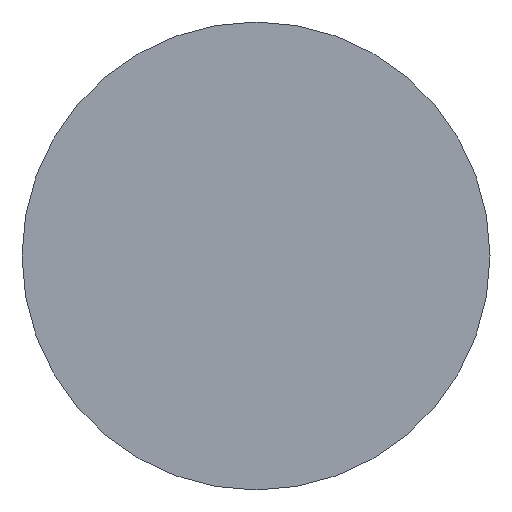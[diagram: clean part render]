
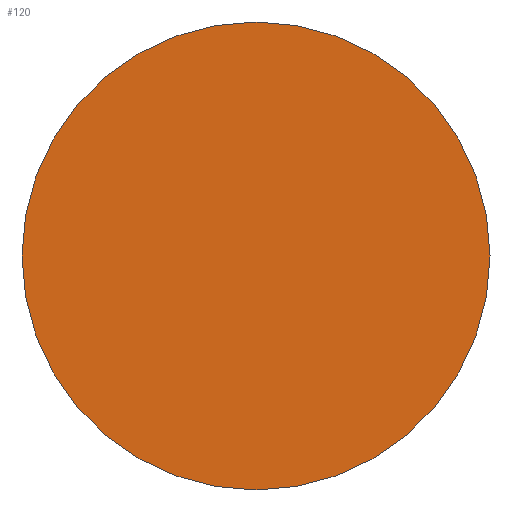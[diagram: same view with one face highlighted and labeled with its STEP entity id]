
A CAD part, top view. The second image highlights one B-rep face of the part: STEP entity #120.
In plain terms, the highlighted planar face has unit normal (0, 0, 1).
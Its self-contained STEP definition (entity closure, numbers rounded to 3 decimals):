
#25=CIRCLE('',#147,5.625);
#33=FACE_OUTER_BOUND('',#42,.T.);
#42=EDGE_LOOP('',(#107));
#65=VERTEX_POINT('',#215);
#78=EDGE_CURVE('',#65,#65,#25,.T.);
#107=ORIENTED_EDGE('',*,*,#78,.F.);
#112=PLANE('',#149);
#120=ADVANCED_FACE('',(#33),#112,.T.);
#147=AXIS2_PLACEMENT_3D('',#217,#182,#183);
#149=AXIS2_PLACEMENT_3D('',#220,#187,#188);
#182=DIRECTION('center_axis',(0.,0.,-1.));
#183=DIRECTION('ref_axis',(1.,0.,0.));
#187=DIRECTION('center_axis',(0.,0.,1.));
#188=DIRECTION('ref_axis',(1.,0.,0.));
#215=CARTESIAN_POINT('',(0.,-5.625,15.5));
#217=CARTESIAN_POINT('Origin',(0.,0.,15.5));
#220=CARTESIAN_POINT('Origin',(0.,5.625,15.5));
